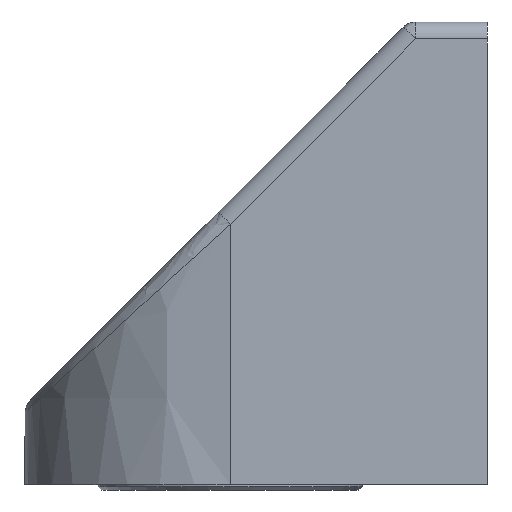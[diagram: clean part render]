
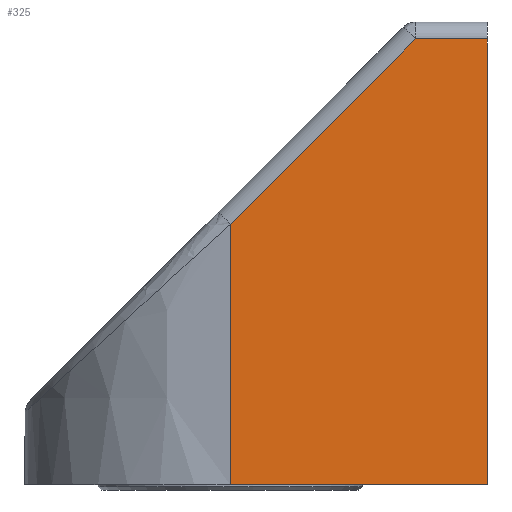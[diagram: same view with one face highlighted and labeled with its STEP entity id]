
A CAD part, front view. The second image highlights one B-rep face of the part: STEP entity #325.
In plain terms, the highlighted planar face has unit normal (0, -1, 0.009).
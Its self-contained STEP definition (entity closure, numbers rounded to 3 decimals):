
#9 = DIRECTION ( 'NONE',  ( -0.707, -0.006, -0.707 ) ) ;
#108 = VERTEX_POINT ( 'NONE', #2000 ) ;
#112 = CARTESIAN_POINT ( 'NONE',  ( 0., -12., 0. ) ) ;
#172 = VERTEX_POINT ( 'NONE', #789 ) ;
#250 = DIRECTION ( 'NONE',  ( -1., 0., 0. ) ) ;
#285 = ORIENTED_EDGE ( 'NONE', *, *, #1336, .T. ) ;
#325 = ADVANCED_FACE ( 'NONE', ( #1806 ), #1782, .T. ) ;
#378 = LINE ( 'NONE', #983, #2258 ) ;
#449 = CARTESIAN_POINT ( 'NONE',  ( 0., -12., 0. ) ) ;
#515 = DIRECTION ( 'NONE',  ( 0., -0.009, -1. ) ) ;
#789 = CARTESIAN_POINT ( 'NONE',  ( 0., -11.773, 26.009 ) ) ;
#854 = ORIENTED_EDGE ( 'NONE', *, *, #1847, .T. ) ;
#983 = CARTESIAN_POINT ( 'NONE',  ( 0., -12., 0. ) ) ;
#1217 = VECTOR ( 'NONE', #1402, 1000. ) ;
#1336 = EDGE_CURVE ( 'NONE', #2289, #1856, #2522, .T. ) ;
#1356 = ORIENTED_EDGE ( 'NONE', *, *, #2548, .T. ) ;
#1396 = AXIS2_PLACEMENT_3D ( 'NONE', #112, #3004, #1794 ) ;
#1402 = DIRECTION ( 'NONE',  ( 1., 0., 0. ) ) ;
#1429 = LINE ( 'NONE', #2684, #1786 ) ;
#1445 = CARTESIAN_POINT ( 'NONE',  ( -4.202, -11.773, 26.009 ) ) ;
#1469 = CARTESIAN_POINT ( 'NONE',  ( -4.202, -11.773, 26.009 ) ) ;
#1731 = EDGE_LOOP ( 'NONE', ( #2130, #1356, #854, #285, #2287 ) ) ;
#1782 = PLANE ( 'NONE',  #1396 ) ;
#1786 = VECTOR ( 'NONE', #515, 1000. ) ;
#1794 = DIRECTION ( 'NONE',  ( 0., -0.009, -1. ) ) ;
#1806 = FACE_OUTER_BOUND ( 'NONE', #1731, .T. ) ;
#1824 = VECTOR ( 'NONE', #250, 1000. ) ;
#1831 = EDGE_CURVE ( 'NONE', #1856, #172, #378, .T. ) ;
#1847 = EDGE_CURVE ( 'NONE', #108, #2289, #1429, .T. ) ;
#1856 = VERTEX_POINT ( 'NONE', #2705 ) ;
#2000 = CARTESIAN_POINT ( 'NONE',  ( -15., -11.867, 15.211 ) ) ;
#2087 = VERTEX_POINT ( 'NONE', #1445 ) ;
#2130 = ORIENTED_EDGE ( 'NONE', *, *, #2914, .T. ) ;
#2232 = DIRECTION ( 'NONE',  ( 0., 0.009, 1. ) ) ;
#2240 = CARTESIAN_POINT ( 'NONE',  ( -15., -12., 0. ) ) ;
#2258 = VECTOR ( 'NONE', #2232, 1000. ) ;
#2287 = ORIENTED_EDGE ( 'NONE', *, *, #1831, .T. ) ;
#2289 = VERTEX_POINT ( 'NONE', #2240 ) ;
#2372 = LINE ( 'NONE', #1469, #2846 ) ;
#2522 = LINE ( 'NONE', #449, #1217 ) ;
#2548 = EDGE_CURVE ( 'NONE', #2087, #108, #2372, .T. ) ;
#2684 = CARTESIAN_POINT ( 'NONE',  ( -15., -12., 0. ) ) ;
#2705 = CARTESIAN_POINT ( 'NONE',  ( 0., -12., 0. ) ) ;
#2846 = VECTOR ( 'NONE', #9, 1000. ) ;
#2914 = EDGE_CURVE ( 'NONE', #172, #2087, #2951, .T. ) ;
#2951 = LINE ( 'NONE', #3123, #1824 ) ;
#3004 = DIRECTION ( 'NONE',  ( 0., -1., 0.009 ) ) ;
#3123 = CARTESIAN_POINT ( 'NONE',  ( 0., -11.773, 26.009 ) ) ;
